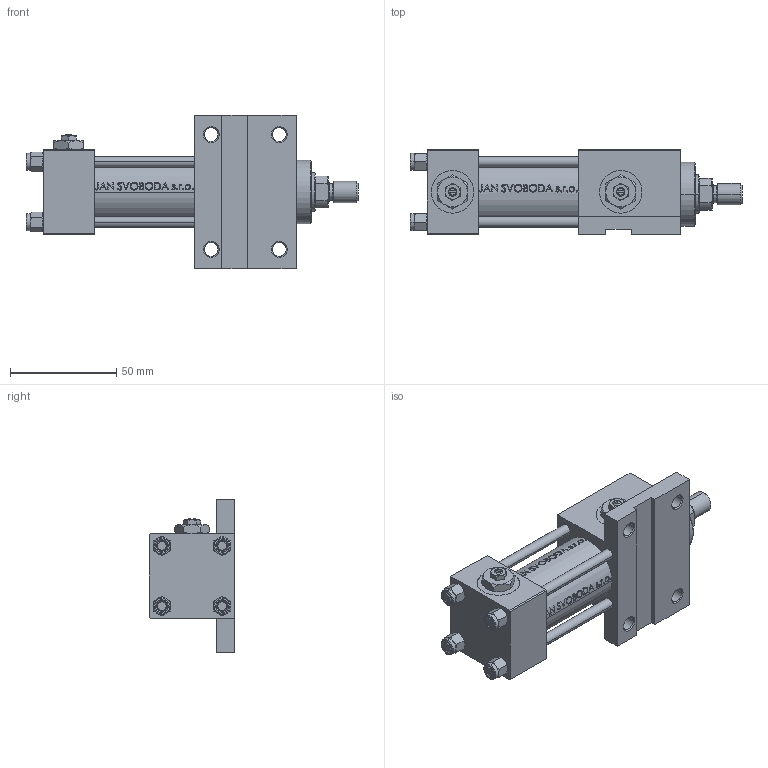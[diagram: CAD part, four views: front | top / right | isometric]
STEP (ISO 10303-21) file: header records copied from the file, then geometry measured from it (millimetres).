
FILE_DESCRIPTION (( 'STEP AP203' ), '1' );
FILE_NAME ('064a.STEP', '2023-01-17T19:03:49', ( '' ), ( '' ), 'SwSTEP 2.0', 'SolidWorks 2019', '' );
FILE_SCHEMA (( 'CONFIG_CONTROL_DESIGN' ));
Length unit declared in the file: millimetre
Products named in the file (8): V215_VC_A 8370b9fa86dd5ea3f6d469bb12a34207; V215CR_F_Body 8370b9fa86dd5ea3f6d469bb12a34207; 064a; V215CR_VCP_F 8370b9fa86dd5ea3f6d469bb12a34207; ROD_END_E 8370b9fa86dd5ea3f6d469bb12a34207; NUT_M5_F 8370b9fa86dd5ea3f6d469bb12a34207; Zatka_pro_OIL_PORT 8370b9fa86dd5ea3f6d469bb12a34207; V215CR_F_TYCINKA 8370b9fa86dd5ea3f6d469bb12a34207
Assembly tree (14 placements, depth 2):
  064a
    V215CR_F_Body 8370b9fa86dd5ea3f6d469bb12a34207
    V215CR_VCP_F 8370b9fa86dd5ea3f6d469bb12a34207
    V215CR_F_TYCINKA 8370b9fa86dd5ea3f6d469bb12a34207  x4
    NUT_M5_F 8370b9fa86dd5ea3f6d469bb12a34207  x4
    V215_VC_A 8370b9fa86dd5ea3f6d469bb12a34207
    ROD_END_E 8370b9fa86dd5ea3f6d469bb12a34207
    Zatka_pro_OIL_PORT 8370b9fa86dd5ea3f6d469bb12a34207  x2
Bounding box: 156 x 40 x 72 mm (x, y, z)
Volume: 159243.9 mm3; surface area: 63381.7 mm2
Topology: 14 solids, 14 shells, 1218 faces, 2993 edges, 1921 vertices
Faces by surface type: plane 488, bspline 380, cone 198, cylinder 142, torus 10
Entity records: 50100 total; most frequent: CARTESIAN_POINT 26550, ORIENTED_EDGE 5286, DIRECTION 3438, EDGE_CURVE 2643, VERTEX_POINT 1719, VECTOR 1336, LINE 1336, EDGE_LOOP 1196
